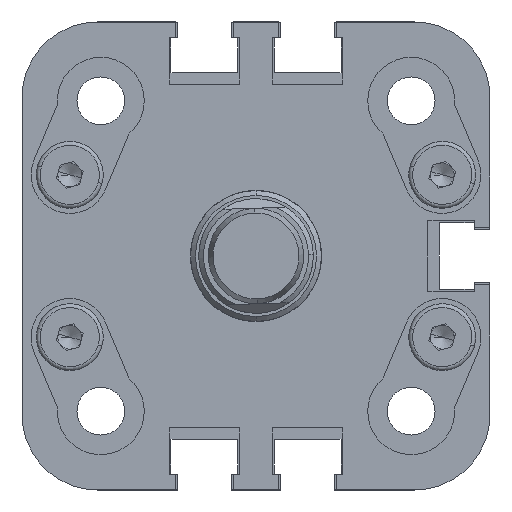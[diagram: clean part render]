
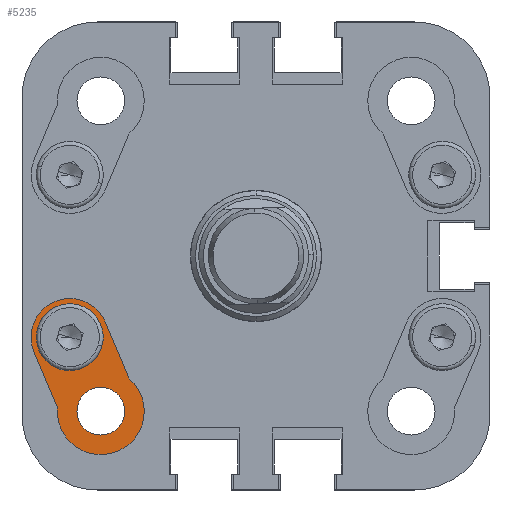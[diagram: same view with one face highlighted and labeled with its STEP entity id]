
A CAD part, left-side view. The second image highlights one B-rep face of the part: STEP entity #5235.
In plain terms, the highlighted face is planar.
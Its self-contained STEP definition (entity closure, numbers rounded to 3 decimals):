
#73 = EDGE_CURVE ( 'NONE', #32053, #3506, #30422, .T. ) ;
#361 = AXIS2_PLACEMENT_3D ( 'NONE', #7130, #4448, #13219 ) ;
#642 = CIRCLE ( 'NONE', #18314, 4.05 ) ;
#667 = DIRECTION ( 'NONE',  ( 0., 0.387, -0.922 ) ) ;
#1023 = DIRECTION ( 'NONE',  ( 1., 0., 0. ) ) ;
#2100 = CIRCLE ( 'NONE', #29484, 4.55 ) ;
#2317 = CARTESIAN_POINT ( 'NONE',  ( -4.5, 22.15, 8.5 ) ) ;
#3116 = AXIS2_PLACEMENT_3D ( 'NONE', #20186, #14245, #20742 ) ;
#3227 = DIRECTION ( 'NONE',  ( 0., 0., -1. ) ) ;
#3506 = VERTEX_POINT ( 'NONE', #18024 ) ;
#3921 = CARTESIAN_POINT ( 'NONE',  ( -4.5, 19.5, 4.45 ) ) ;
#4448 = DIRECTION ( 'NONE',  ( 1., 0., 0. ) ) ;
#4797 = FACE_BOUND ( 'NONE', #14029, .T. ) ;
#5235 = ADVANCED_FACE ( 'NONE', ( #4797, #16435, #22562 ), #13765, .F. ) ;
#5439 = ORIENTED_EDGE ( 'NONE', *, *, #73, .F. ) ;
#7050 = CIRCLE ( 'NONE', #361, 2.5 ) ;
#7130 = CARTESIAN_POINT ( 'NONE',  ( -4.5, 16.25, 16.25 ) ) ;
#7548 = EDGE_CURVE ( 'NONE', #15633, #33573, #2100, .T. ) ;
#7902 = CARTESIAN_POINT ( 'NONE',  ( -4.5, 19.5, 8.5 ) ) ;
#8942 = EDGE_CURVE ( 'NONE', #37660, #20262, #7050, .T. ) ;
#9217 = DIRECTION ( 'NONE',  ( 0., 0., -1. ) ) ;
#9960 = CARTESIAN_POINT ( 'NONE',  ( -4.5, 13.317, 12.771 ) ) ;
#10056 = CARTESIAN_POINT ( 'NONE',  ( -4.5, 16.25, 18.75 ) ) ;
#10617 = ORIENTED_EDGE ( 'NONE', *, *, #13447, .T. ) ;
#10656 = CARTESIAN_POINT ( 'NONE',  ( -4.5, 20.787, 15.904 ) ) ;
#12521 = DIRECTION ( 'NONE',  ( 1., 0., 0. ) ) ;
#13219 = DIRECTION ( 'NONE',  ( 0., 0., 1. ) ) ;
#13388 = ORIENTED_EDGE ( 'NONE', *, *, #37007, .T. ) ;
#13401 = EDGE_LOOP ( 'NONE', ( #34421, #30529 ) ) ;
#13447 = EDGE_CURVE ( 'NONE', #22638, #13559, #30790, .T. ) ;
#13559 = VERTEX_POINT ( 'NONE', #19340 ) ;
#13582 = VECTOR ( 'NONE', #667, 1000. ) ;
#13765 = PLANE ( 'NONE',  #27031 ) ;
#14029 = EDGE_LOOP ( 'NONE', ( #5439, #18701 ) ) ;
#14245 = DIRECTION ( 'NONE',  ( 1., 0., 0. ) ) ;
#14675 = CIRCLE ( 'NONE', #3116, 2.5 ) ;
#15151 = CARTESIAN_POINT ( 'NONE',  ( -4.5, 12.515, 14.684 ) ) ;
#15189 = AXIS2_PLACEMENT_3D ( 'NONE', #25475, #16518, #34450 ) ;
#15633 = VERTEX_POINT ( 'NONE', #10656 ) ;
#15701 = CARTESIAN_POINT ( 'NONE',  ( -4.5, 19.5, 8.5 ) ) ;
#15856 = DIRECTION ( 'NONE',  ( 0., -0.387, 0.922 ) ) ;
#16435 = FACE_OUTER_BOUND ( 'NONE', #30793, .T. ) ;
#16518 = DIRECTION ( 'NONE',  ( 1., 0., 0. ) ) ;
#16814 = DIRECTION ( 'NONE',  ( -1., 0., 0. ) ) ;
#17914 = DIRECTION ( 'NONE',  ( 1., 0., 0. ) ) ;
#18024 = CARTESIAN_POINT ( 'NONE',  ( -4.5, 19.5, 11.15 ) ) ;
#18314 = AXIS2_PLACEMENT_3D ( 'NONE', #7902, #28689, #22815 ) ;
#18399 = LINE ( 'NONE', #15151, #13582 ) ;
#18657 = CARTESIAN_POINT ( 'NONE',  ( -4.5, 19.5, 5.85 ) ) ;
#18701 = ORIENTED_EDGE ( 'NONE', *, *, #21526, .F. ) ;
#18739 = EDGE_CURVE ( 'NONE', #20262, #37660, #14675, .T. ) ;
#19002 = DIRECTION ( 'NONE',  ( 0., 0., -1. ) ) ;
#19253 = AXIS2_PLACEMENT_3D ( 'NONE', #15701, #1023, #9217 ) ;
#19340 = CARTESIAN_POINT ( 'NONE',  ( -4.5, 23.235, 10.066 ) ) ;
#20186 = CARTESIAN_POINT ( 'NONE',  ( -4.5, 16.25, 16.25 ) ) ;
#20262 = VERTEX_POINT ( 'NONE', #35297 ) ;
#20742 = DIRECTION ( 'NONE',  ( 0., 0., 1. ) ) ;
#21526 = EDGE_CURVE ( 'NONE', #3506, #32053, #35568, .T. ) ;
#22426 = ORIENTED_EDGE ( 'NONE', *, *, #32561, .T. ) ;
#22562 = FACE_BOUND ( 'NONE', #13401, .T. ) ;
#22638 = VERTEX_POINT ( 'NONE', #3921 ) ;
#22815 = DIRECTION ( 'NONE',  ( 0., 0., -1. ) ) ;
#24653 = CARTESIAN_POINT ( 'NONE',  ( -4.5, 19.985, 17.816 ) ) ;
#24794 = VERTEX_POINT ( 'NONE', #36158 ) ;
#25402 = DIRECTION ( 'NONE',  ( 0., 0., 1. ) ) ;
#25475 = CARTESIAN_POINT ( 'NONE',  ( -4.5, 19.5, 8.5 ) ) ;
#26304 = CARTESIAN_POINT ( 'NONE',  ( -4.5, 19.5, 8.5 ) ) ;
#27031 = AXIS2_PLACEMENT_3D ( 'NONE', #2317, #16814, #25402 ) ;
#28689 = DIRECTION ( 'NONE',  ( 1., 0., 0. ) ) ;
#29484 = AXIS2_PLACEMENT_3D ( 'NONE', #33491, #12521, #19002 ) ;
#30422 = CIRCLE ( 'NONE', #15189, 2.65 ) ;
#30529 = ORIENTED_EDGE ( 'NONE', *, *, #8942, .F. ) ;
#30790 = CIRCLE ( 'NONE', #19253, 4.05 ) ;
#30793 = EDGE_LOOP ( 'NONE', ( #35540, #36665, #13388, #22426, #10617 ) ) ;
#31913 = VECTOR ( 'NONE', #15856, 1000. ) ;
#32053 = VERTEX_POINT ( 'NONE', #18657 ) ;
#32561 = EDGE_CURVE ( 'NONE', #24794, #22638, #642, .T. ) ;
#33491 = CARTESIAN_POINT ( 'NONE',  ( -4.5, 16.25, 16.25 ) ) ;
#33573 = VERTEX_POINT ( 'NONE', #9960 ) ;
#34421 = ORIENTED_EDGE ( 'NONE', *, *, #18739, .F. ) ;
#34450 = DIRECTION ( 'NONE',  ( 0., 0., -1. ) ) ;
#35297 = CARTESIAN_POINT ( 'NONE',  ( -4.5, 16.25, 13.75 ) ) ;
#35540 = ORIENTED_EDGE ( 'NONE', *, *, #35855, .T. ) ;
#35568 = CIRCLE ( 'NONE', #36213, 2.65 ) ;
#35855 = EDGE_CURVE ( 'NONE', #13559, #15633, #36088, .T. ) ;
#36088 = LINE ( 'NONE', #24653, #31913 ) ;
#36158 = CARTESIAN_POINT ( 'NONE',  ( -4.5, 15.765, 6.934 ) ) ;
#36213 = AXIS2_PLACEMENT_3D ( 'NONE', #26304, #17914, #3227 ) ;
#36665 = ORIENTED_EDGE ( 'NONE', *, *, #7548, .T. ) ;
#37007 = EDGE_CURVE ( 'NONE', #33573, #24794, #18399, .T. ) ;
#37660 = VERTEX_POINT ( 'NONE', #10056 ) ;
